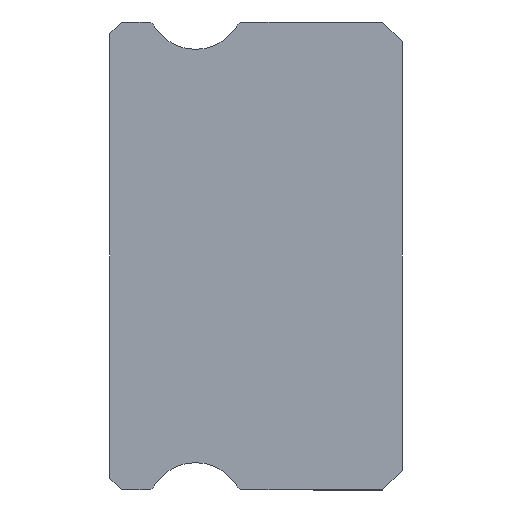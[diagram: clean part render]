
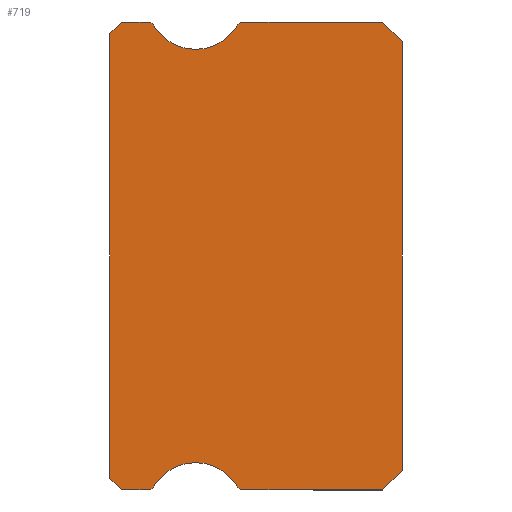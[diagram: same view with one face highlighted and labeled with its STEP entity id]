
A CAD part, left-side view. The second image highlights one B-rep face of the part: STEP entity #719.
In plain terms, the highlighted planar face has unit normal (-1, 0, 0).
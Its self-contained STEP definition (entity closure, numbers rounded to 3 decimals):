
#18 = DIRECTION ( 'NONE',  ( 0., -0.707, -0.707 ) ) ;
#26 = CARTESIAN_POINT ( 'NONE',  ( -7.5, 7.2, -6. ) ) ;
#34 = LINE ( 'NONE', #927, #192 ) ;
#40 = CARTESIAN_POINT ( 'NONE',  ( -7.5, 7.5, -5.7 ) ) ;
#47 = DIRECTION ( 'NONE',  ( 1., 0., 0. ) ) ;
#53 = VERTEX_POINT ( 'NONE', #500 ) ;
#64 = CARTESIAN_POINT ( 'NONE',  ( -7.5, 6.512, 6. ) ) ;
#80 = EDGE_LOOP ( 'NONE', ( #996, #1525, #1350, #208, #1748, #1043, #1129, #1327, #1638, #1263, #745, #1201, #1319, #415, #1217, #230, #476 ) ) ;
#85 = CARTESIAN_POINT ( 'NONE',  ( -7.5, 0., 5.5 ) ) ;
#92 = VERTEX_POINT ( 'NONE', #266 ) ;
#151 = CARTESIAN_POINT ( 'NONE',  ( -7.5, 4.088, 6. ) ) ;
#160 = DIRECTION ( 'NONE',  ( 0., 0., -1. ) ) ;
#192 = VECTOR ( 'NONE', #1650, 1000. ) ;
#208 = ORIENTED_EDGE ( 'NONE', *, *, #884, .T. ) ;
#230 = ORIENTED_EDGE ( 'NONE', *, *, #1264, .F. ) ;
#240 = LINE ( 'NONE', #428, #1290 ) ;
#243 = FACE_OUTER_BOUND ( 'NONE', #80, .T. ) ;
#249 = AXIS2_PLACEMENT_3D ( 'NONE', #368, #972, #1554 ) ;
#266 = CARTESIAN_POINT ( 'NONE',  ( -7.5, 5.3, 5.3 ) ) ;
#269 = EDGE_CURVE ( 'NONE', #53, #1840, #320, .T. ) ;
#279 = VERTEX_POINT ( 'NONE', #496 ) ;
#286 = VERTEX_POINT ( 'NONE', #1501 ) ;
#307 = VERTEX_POINT ( 'NONE', #64 ) ;
#320 = LINE ( 'NONE', #1634, #1075 ) ;
#359 = DIRECTION ( 'NONE',  ( 1., 0., 0. ) ) ;
#360 = VERTEX_POINT ( 'NONE', #802 ) ;
#368 = CARTESIAN_POINT ( 'NONE',  ( -7.5, 6.512, 5.85 ) ) ;
#411 = CARTESIAN_POINT ( 'NONE',  ( -7.5, 5.3, -6.55 ) ) ;
#415 = ORIENTED_EDGE ( 'NONE', *, *, #492, .F. ) ;
#420 = PLANE ( 'NONE',  #985 ) ;
#428 = CARTESIAN_POINT ( 'NONE',  ( -7.5, 6.512, 6. ) ) ;
#437 = CARTESIAN_POINT ( 'NONE',  ( -7.5, 7.2, -6. ) ) ;
#454 = EDGE_CURVE ( 'NONE', #1551, #1840, #886, .T. ) ;
#460 = CARTESIAN_POINT ( 'NONE',  ( -7.5, 6.512, -6. ) ) ;
#471 = CIRCLE ( 'NONE', #601, 0.15 ) ;
#476 = ORIENTED_EDGE ( 'NONE', *, *, #560, .T. ) ;
#477 = EDGE_CURVE ( 'NONE', #1687, #53, #240, .T. ) ;
#492 = EDGE_CURVE ( 'NONE', #92, #286, #1777, .T. ) ;
#494 = CARTESIAN_POINT ( 'NONE',  ( -7.5, 6.512, -6. ) ) ;
#496 = CARTESIAN_POINT ( 'NONE',  ( -7.5, 0.5, -6. ) ) ;
#500 = CARTESIAN_POINT ( 'NONE',  ( -7.5, 0.5, 6. ) ) ;
#546 = VECTOR ( 'NONE', #1766, 1000. ) ;
#560 = EDGE_CURVE ( 'NONE', #307, #1228, #1038, .T. ) ;
#601 = AXIS2_PLACEMENT_3D ( 'NONE', #1556, #1539, #1711 ) ;
#621 = VERTEX_POINT ( 'NONE', #1428 ) ;
#652 = DIRECTION ( 'NONE',  ( 0., 0., -1. ) ) ;
#664 = VERTEX_POINT ( 'NONE', #1443 ) ;
#674 = LINE ( 'NONE', #1851, #1676 ) ;
#679 = CARTESIAN_POINT ( 'NONE',  ( -7.5, 6.383, -5.925 ) ) ;
#719 = ADVANCED_FACE ( 'NONE', ( #243 ), #420, .F. ) ;
#722 = EDGE_CURVE ( 'NONE', #360, #1183, #893, .T. ) ;
#732 = CARTESIAN_POINT ( 'NONE',  ( -7.5, 7.2, 6. ) ) ;
#736 = AXIS2_PLACEMENT_3D ( 'NONE', #1757, #1467, #1295 ) ;
#740 = DIRECTION ( 'NONE',  ( 0., 1., 0. ) ) ;
#741 = DIRECTION ( 'NONE',  ( 0., 1., 0. ) ) ;
#745 = ORIENTED_EDGE ( 'NONE', *, *, #269, .F. ) ;
#747 = LINE ( 'NONE', #1608, #1581 ) ;
#763 = DIRECTION ( 'NONE',  ( -1., 0., 0. ) ) ;
#802 = CARTESIAN_POINT ( 'NONE',  ( -7.5, 4.217, -5.925 ) ) ;
#843 = CIRCLE ( 'NONE', #1702, 0.15 ) ;
#854 = CARTESIAN_POINT ( 'NONE',  ( -7.5, 0., 5.5 ) ) ;
#866 = CARTESIAN_POINT ( 'NONE',  ( -7.5, 7.2, 6. ) ) ;
#882 = EDGE_CURVE ( 'NONE', #1782, #1333, #928, .T. ) ;
#884 = EDGE_CURVE ( 'NONE', #1333, #621, #1790, .T. ) ;
#886 = LINE ( 'NONE', #854, #546 ) ;
#893 = CIRCLE ( 'NONE', #1716, 1.25 ) ;
#927 = CARTESIAN_POINT ( 'NONE',  ( -7.5, 0., -5.5 ) ) ;
#928 = LINE ( 'NONE', #26, #1773 ) ;
#937 = DIRECTION ( 'NONE',  ( 0., 0., -1. ) ) ;
#940 = CARTESIAN_POINT ( 'NONE',  ( -7.5, 5.3, 6.55 ) ) ;
#948 = CARTESIAN_POINT ( 'NONE',  ( -7.5, 0., -5.5 ) ) ;
#954 = VERTEX_POINT ( 'NONE', #1255 ) ;
#972 = DIRECTION ( 'NONE',  ( 1., 0., 0. ) ) ;
#985 = AXIS2_PLACEMENT_3D ( 'NONE', #1304, #1157, #1742 ) ;
#996 = ORIENTED_EDGE ( 'NONE', *, *, #1824, .T. ) ;
#1038 = LINE ( 'NONE', #732, #1559 ) ;
#1043 = ORIENTED_EDGE ( 'NONE', *, *, #722, .F. ) ;
#1066 = CIRCLE ( 'NONE', #249, 0.15 ) ;
#1075 = VECTOR ( 'NONE', #18, 1000. ) ;
#1122 = CIRCLE ( 'NONE', #1490, 1.25 ) ;
#1129 = ORIENTED_EDGE ( 'NONE', *, *, #1561, .F. ) ;
#1155 = DIRECTION ( 'NONE',  ( 0., -1., 0. ) ) ;
#1157 = DIRECTION ( 'NONE',  ( 1., 0., 0. ) ) ;
#1160 = VECTOR ( 'NONE', #740, 1000. ) ;
#1183 = VERTEX_POINT ( 'NONE', #679 ) ;
#1184 = LINE ( 'NONE', #460, #1160 ) ;
#1201 = ORIENTED_EDGE ( 'NONE', *, *, #477, .F. ) ;
#1215 = CARTESIAN_POINT ( 'NONE',  ( -7.5, 4.088, -5.85 ) ) ;
#1217 = ORIENTED_EDGE ( 'NONE', *, *, #1645, .F. ) ;
#1228 = VERTEX_POINT ( 'NONE', #866 ) ;
#1255 = CARTESIAN_POINT ( 'NONE',  ( -7.5, 6.383, 5.925 ) ) ;
#1263 = ORIENTED_EDGE ( 'NONE', *, *, #454, .T. ) ;
#1264 = EDGE_CURVE ( 'NONE', #307, #954, #1066, .T. ) ;
#1278 = CIRCLE ( 'NONE', #1706, 0.15 ) ;
#1290 = VECTOR ( 'NONE', #1155, 1000. ) ;
#1295 = DIRECTION ( 'NONE',  ( 0., 0., -1. ) ) ;
#1304 = CARTESIAN_POINT ( 'NONE',  ( -7.5, 6.512, 5.85 ) ) ;
#1319 = ORIENTED_EDGE ( 'NONE', *, *, #1542, .F. ) ;
#1327 = ORIENTED_EDGE ( 'NONE', *, *, #1394, .F. ) ;
#1333 = VERTEX_POINT ( 'NONE', #437 ) ;
#1350 = ORIENTED_EDGE ( 'NONE', *, *, #882, .T. ) ;
#1360 = VERTEX_POINT ( 'NONE', #1601 ) ;
#1383 = EDGE_CURVE ( 'NONE', #1782, #664, #747, .T. ) ;
#1394 = EDGE_CURVE ( 'NONE', #279, #1360, #1184, .T. ) ;
#1400 = DIRECTION ( 'NONE',  ( 0., 0.707, -0.707 ) ) ;
#1423 = EDGE_CURVE ( 'NONE', #1551, #279, #34, .T. ) ;
#1428 = CARTESIAN_POINT ( 'NONE',  ( -7.5, 6.512, -6. ) ) ;
#1443 = CARTESIAN_POINT ( 'NONE',  ( -7.5, 7.5, 5.7 ) ) ;
#1450 = DIRECTION ( 'NONE',  ( 0., 0., -1. ) ) ;
#1464 = VECTOR ( 'NONE', #1517, 1000. ) ;
#1466 = DIRECTION ( 'NONE',  ( 0., 0., 1. ) ) ;
#1467 = DIRECTION ( 'NONE',  ( -1., 0., 0. ) ) ;
#1488 = DIRECTION ( 'NONE',  ( 0., -0.707, -0.707 ) ) ;
#1490 = AXIS2_PLACEMENT_3D ( 'NONE', #940, #763, #160 ) ;
#1501 = CARTESIAN_POINT ( 'NONE',  ( -7.5, 4.217, 5.925 ) ) ;
#1517 = DIRECTION ( 'NONE',  ( 0., -1., 0. ) ) ;
#1525 = ORIENTED_EDGE ( 'NONE', *, *, #1383, .F. ) ;
#1539 = DIRECTION ( 'NONE',  ( 1., 0., 0. ) ) ;
#1542 = EDGE_CURVE ( 'NONE', #286, #1687, #1278, .T. ) ;
#1551 = VERTEX_POINT ( 'NONE', #948 ) ;
#1554 = DIRECTION ( 'NONE',  ( 0., 0., -1. ) ) ;
#1556 = CARTESIAN_POINT ( 'NONE',  ( -7.5, 6.512, -5.85 ) ) ;
#1559 = VECTOR ( 'NONE', #741, 1000. ) ;
#1561 = EDGE_CURVE ( 'NONE', #1360, #360, #843, .T. ) ;
#1581 = VECTOR ( 'NONE', #1466, 1000. ) ;
#1595 = DIRECTION ( 'NONE',  ( -1., 0., 0. ) ) ;
#1601 = CARTESIAN_POINT ( 'NONE',  ( -7.5, 4.088, -6. ) ) ;
#1608 = CARTESIAN_POINT ( 'NONE',  ( -7.5, 7.5, 5.85 ) ) ;
#1634 = CARTESIAN_POINT ( 'NONE',  ( -7.5, 0.5, 6. ) ) ;
#1638 = ORIENTED_EDGE ( 'NONE', *, *, #1423, .F. ) ;
#1645 = EDGE_CURVE ( 'NONE', #954, #92, #1122, .T. ) ;
#1650 = DIRECTION ( 'NONE',  ( 0., 0.707, -0.707 ) ) ;
#1676 = VECTOR ( 'NONE', #1400, 1000. ) ;
#1687 = VERTEX_POINT ( 'NONE', #151 ) ;
#1693 = CARTESIAN_POINT ( 'NONE',  ( -7.5, 4.088, 5.85 ) ) ;
#1702 = AXIS2_PLACEMENT_3D ( 'NONE', #1215, #359, #937 ) ;
#1706 = AXIS2_PLACEMENT_3D ( 'NONE', #1693, #47, #652 ) ;
#1711 = DIRECTION ( 'NONE',  ( 0., 0., -1. ) ) ;
#1716 = AXIS2_PLACEMENT_3D ( 'NONE', #411, #1595, #1450 ) ;
#1742 = DIRECTION ( 'NONE',  ( 0., 0., -1. ) ) ;
#1748 = ORIENTED_EDGE ( 'NONE', *, *, #1904, .F. ) ;
#1757 = CARTESIAN_POINT ( 'NONE',  ( -7.5, 5.3, 6.55 ) ) ;
#1766 = DIRECTION ( 'NONE',  ( 0., 0., 1. ) ) ;
#1773 = VECTOR ( 'NONE', #1488, 1000. ) ;
#1777 = CIRCLE ( 'NONE', #736, 1.25 ) ;
#1782 = VERTEX_POINT ( 'NONE', #40 ) ;
#1790 = LINE ( 'NONE', #494, #1464 ) ;
#1824 = EDGE_CURVE ( 'NONE', #1228, #664, #674, .T. ) ;
#1840 = VERTEX_POINT ( 'NONE', #85 ) ;
#1851 = CARTESIAN_POINT ( 'NONE',  ( -7.5, 7.5, 5.7 ) ) ;
#1904 = EDGE_CURVE ( 'NONE', #1183, #621, #471, .T. ) ;
